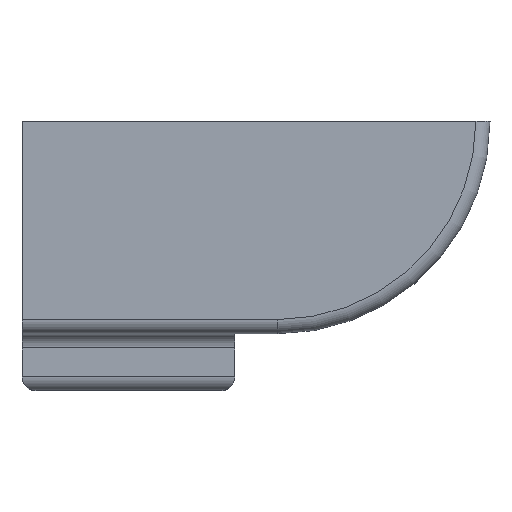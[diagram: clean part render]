
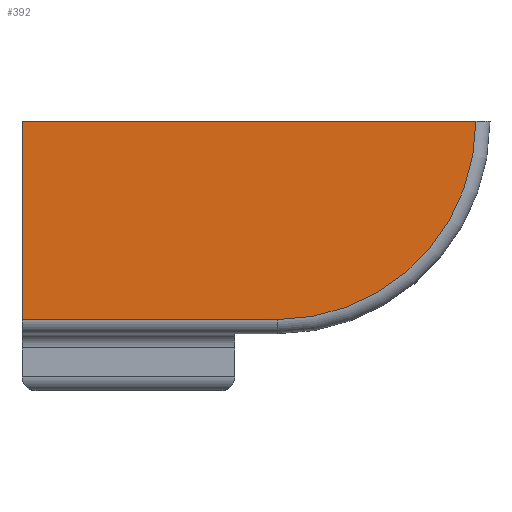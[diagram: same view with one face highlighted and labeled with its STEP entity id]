
A CAD part, top view. The second image highlights one B-rep face of the part: STEP entity #392.
In plain terms, the highlighted planar face has unit normal (0, 0, 1).
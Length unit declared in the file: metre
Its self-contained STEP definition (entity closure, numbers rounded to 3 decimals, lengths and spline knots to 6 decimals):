
#32=CIRCLE('',#438,0.014);
#103=ORIENTED_EDGE('',*,*,#195,.T.);
#104=ORIENTED_EDGE('',*,*,#196,.T.);
#105=ORIENTED_EDGE('',*,*,#192,.T.);
#106=ORIENTED_EDGE('',*,*,#174,.T.);
#174=EDGE_CURVE('',#225,#224,#262,.T.);
#192=EDGE_CURVE('',#236,#225,#275,.T.);
#195=EDGE_CURVE('',#224,#237,#277,.T.);
#196=EDGE_CURVE('',#237,#236,#32,.T.);
#224=VERTEX_POINT('',#623);
#225=VERTEX_POINT('',#625);
#236=VERTEX_POINT('',#661);
#237=VERTEX_POINT('',#666);
#262=LINE('',#624,#304);
#275=LINE('',#660,#317);
#277=LINE('',#665,#319);
#304=VECTOR('',#495,1.);
#317=VECTOR('',#532,1.);
#319=VECTOR('',#538,1.);
#334=EDGE_LOOP('',(#103,#104,#105,#106));
#356=FACE_BOUND('',#334,.T.);
#377=PLANE('',#437);
#392=ADVANCED_FACE('',(#356),#377,.T.);
#437=AXIS2_PLACEMENT_3D('',#664,#536,#537);
#438=AXIS2_PLACEMENT_3D('',#667,#539,#540);
#495=DIRECTION('',(0.,-1.,0.));
#532=DIRECTION('',(-1.,0.,0.));
#536=DIRECTION('',(0.,0.,1.));
#537=DIRECTION('',(1.,0.,0.));
#538=DIRECTION('',(1.,0.,0.));
#539=DIRECTION('',(0.,0.,1.));
#540=DIRECTION('',(1.,0.,0.));
#623=CARTESIAN_POINT('',(0.3035,-0.0415,0.03));
#624=CARTESIAN_POINT('',(0.3035,-0.035,0.03));
#625=CARTESIAN_POINT('',(0.3035,-0.0275,0.03));
#660=CARTESIAN_POINT('',(0.32,-0.0275,0.03));
#661=CARTESIAN_POINT('',(0.3355,-0.0275,0.03));
#664=CARTESIAN_POINT('',(0.32,-0.037,0.03));
#665=CARTESIAN_POINT('',(0.3215,-0.0415,0.03));
#666=CARTESIAN_POINT('',(0.3215,-0.0415,0.03));
#667=CARTESIAN_POINT('',(0.3215,-0.0275,0.03));
